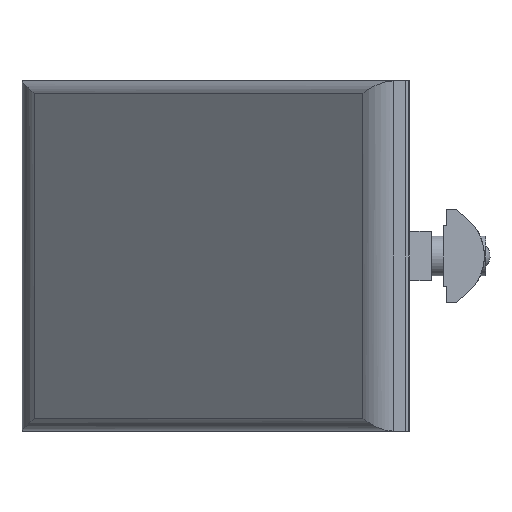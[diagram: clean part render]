
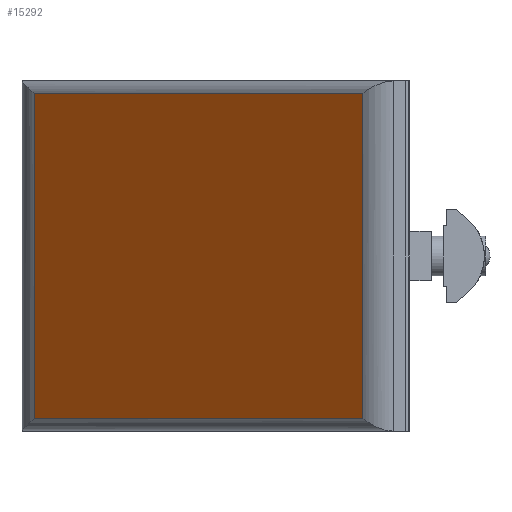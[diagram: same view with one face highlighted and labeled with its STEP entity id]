
A CAD part, left-side view. The second image highlights one B-rep face of the part: STEP entity #15292.
In plain terms, the highlighted face is planar.
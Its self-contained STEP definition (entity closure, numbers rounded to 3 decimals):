
#9111=ORIENTED_EDGE('',*,*,#12003,.F.);
#9112=ORIENTED_EDGE('',*,*,#12006,.F.);
#9113=ORIENTED_EDGE('',*,*,#12009,.T.);
#9114=ORIENTED_EDGE('',*,*,#12011,.T.);
#10075=VECTOR('',#13939,1.);
#10076=VECTOR('',#13942,1.);
#10078=VECTOR('',#13946,1.);
#10080=VECTOR('',#13954,1.);
#10759=LINE('',#16752,#10075);
#10760=LINE('',#17069,#10076);
#10762=LINE('',#17249,#10078);
#10764=LINE('',#17254,#10080);
#11303=VERTEX_POINT('',#16574);
#11304=VERTEX_POINT('',#16751);
#11305=VERTEX_POINT('',#16911);
#11306=VERTEX_POINT('',#17072);
#12003=EDGE_CURVE('',#11303,#11304,#10759,.T.);
#12006=EDGE_CURVE('',#11305,#11303,#10760,.T.);
#12009=EDGE_CURVE('',#11305,#11306,#10762,.T.);
#12011=EDGE_CURVE('',#11306,#11304,#10764,.T.);
#12431=EDGE_LOOP('',(#9111,#9112,#9113,#9114));
#12797=FACE_BOUND('',#12431,.T.);
#13939=DIRECTION('',(0.,0.,-53.));
#13942=DIRECTION('',(75.601,0.,0.));
#13946=DIRECTION('',(0.,0.,-53.));
#13954=DIRECTION('',(75.601,0.,0.));
#13955=DIRECTION('',(0.,-1.,0.));
#13956=DIRECTION('',(-1.,0.,0.));
#14668=AXIS2_PLACEMENT_3D('',#17255,#13955,#13956);
#15010=PLANE('',#14668);
#15292=ADVANCED_FACE('',(#12797),#15010,.T.);
#16574=CARTESIAN_POINT('',(37.801,-4.,26.5));
#16751=CARTESIAN_POINT('',(37.801,-4.,-26.5));
#16752=CARTESIAN_POINT('',(37.801,-4.,26.5));
#16911=CARTESIAN_POINT('',(-37.801,-4.,26.5));
#17069=CARTESIAN_POINT('',(-37.801,-4.,26.5));
#17072=CARTESIAN_POINT('',(-37.801,-4.,-26.5));
#17249=CARTESIAN_POINT('',(-37.801,-4.,26.5));
#17254=CARTESIAN_POINT('',(-37.801,-4.,-26.5));
#17255=CARTESIAN_POINT('',(-37.801,-4.,0.));
